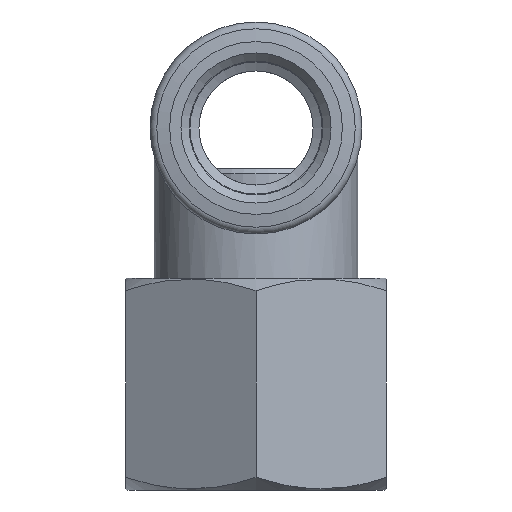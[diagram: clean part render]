
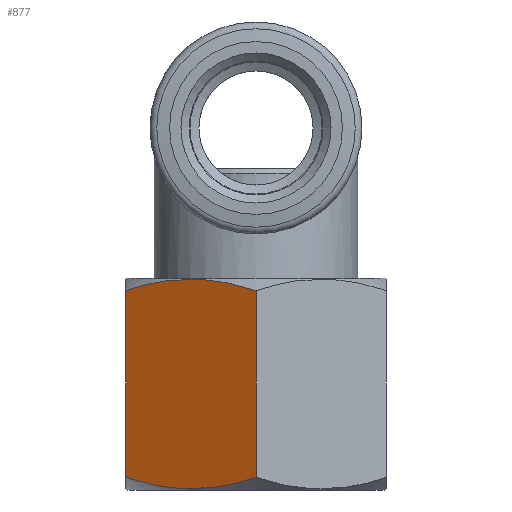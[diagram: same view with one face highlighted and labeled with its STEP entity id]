
A CAD part, left-side view. The second image highlights one B-rep face of the part: STEP entity #877.
In plain terms, the highlighted planar face has unit normal (-0.866, 0.5, 0).
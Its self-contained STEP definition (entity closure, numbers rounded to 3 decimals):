
#14=LINE('',#1597,#20);
#18=LINE('',#1605,#24);
#20=VECTOR('',#1206,11.455);
#24=VECTOR('',#1218,11.455);
#26=B_SPLINE_CURVE_WITH_KNOTS('',3,(#1446,#1447,#1448,#1449,#1450,#1451,
#1452,#1453,#1454,#1455),.UNSPECIFIED.,.F.,.F.,(4,3,3,4),(1463.685,
1848.868,2386.072,2535.853),.UNSPECIFIED.);
#36=B_SPLINE_CURVE_WITH_KNOTS('',3,(#1585,#1586,#1587,#1588,#1589,#1590,
#1591,#1592,#1593,#1594),.UNSPECIFIED.,.F.,.F.,(4,3,3,4),(1463.685,
1848.868,2386.072,2535.853),.UNSPECIFIED.);
#68=PLANE('',#992);
#209=FACE_OUTER_BOUND('',#319,.T.);
#319=EDGE_LOOP('',(#729,#730,#731,#732));
#480=VERTEX_POINT('',#1433);
#482=VERTEX_POINT('',#1445);
#497=VERTEX_POINT('',#1530);
#501=VERTEX_POINT('',#1574);
#564=EDGE_CURVE('',#482,#480,#26,.F.);
#584=EDGE_CURVE('',#497,#501,#36,.F.);
#586=EDGE_CURVE('',#480,#497,#14,.T.);
#590=EDGE_CURVE('',#482,#501,#18,.T.);
#729=ORIENTED_EDGE('',*,*,#590,.F.);
#730=ORIENTED_EDGE('',*,*,#564,.T.);
#731=ORIENTED_EDGE('',*,*,#586,.T.);
#732=ORIENTED_EDGE('',*,*,#584,.T.);
#877=ADVANCED_FACE('',(#209),#68,.T.);
#992=AXIS2_PLACEMENT_3D('',#1606,#1219,#1220);
#1206=DIRECTION('',(0.,0.,1.));
#1218=DIRECTION('',(0.,0.,1.));
#1219=DIRECTION('center_axis',(-0.866,0.5,0.));
#1220=DIRECTION('ref_axis',(0.,0.,1.));
#1433=CARTESIAN_POINT('',(19.936,16.736,16.487));
#1445=CARTESIAN_POINT('',(24.554,24.736,16.487));
#1446=CARTESIAN_POINT('Ctrl Pts',(19.936,16.736,16.487));
#1447=CARTESIAN_POINT('Ctrl Pts',(20.578,17.849,16.116));
#1448=CARTESIAN_POINT('Ctrl Pts',(21.114,18.777,15.916));
#1449=CARTESIAN_POINT('Ctrl Pts',(21.637,19.683,15.825));
#1450=CARTESIAN_POINT('Ctrl Pts',(22.366,20.946,15.699));
#1451=CARTESIAN_POINT('Ctrl Pts',(23.048,22.127,15.786));
#1452=CARTESIAN_POINT('Ctrl Pts',(23.851,23.517,16.131));
#1453=CARTESIAN_POINT('Ctrl Pts',(24.074,23.904,16.227));
#1454=CARTESIAN_POINT('Ctrl Pts',(24.306,24.306,16.344));
#1455=CARTESIAN_POINT('Ctrl Pts',(24.554,24.736,16.487));
#1530=CARTESIAN_POINT('',(19.936,16.736,27.942));
#1574=CARTESIAN_POINT('',(24.554,24.736,27.942));
#1585=CARTESIAN_POINT('Ctrl Pts',(24.554,24.736,27.942));
#1586=CARTESIAN_POINT('Ctrl Pts',(23.912,23.623,28.313));
#1587=CARTESIAN_POINT('Ctrl Pts',(23.376,22.694,28.513));
#1588=CARTESIAN_POINT('Ctrl Pts',(22.853,21.788,28.604));
#1589=CARTESIAN_POINT('Ctrl Pts',(22.124,20.526,28.73));
#1590=CARTESIAN_POINT('Ctrl Pts',(21.441,19.344,28.644));
#1591=CARTESIAN_POINT('Ctrl Pts',(20.639,17.954,28.299));
#1592=CARTESIAN_POINT('Ctrl Pts',(20.416,17.567,28.202));
#1593=CARTESIAN_POINT('Ctrl Pts',(20.184,17.165,28.086));
#1594=CARTESIAN_POINT('Ctrl Pts',(19.936,16.736,27.942));
#1597=CARTESIAN_POINT('',(19.936,16.736,16.487));
#1605=CARTESIAN_POINT('',(24.554,24.736,16.487));
#1606=CARTESIAN_POINT('Origin',(24.554,24.736,15.71));
